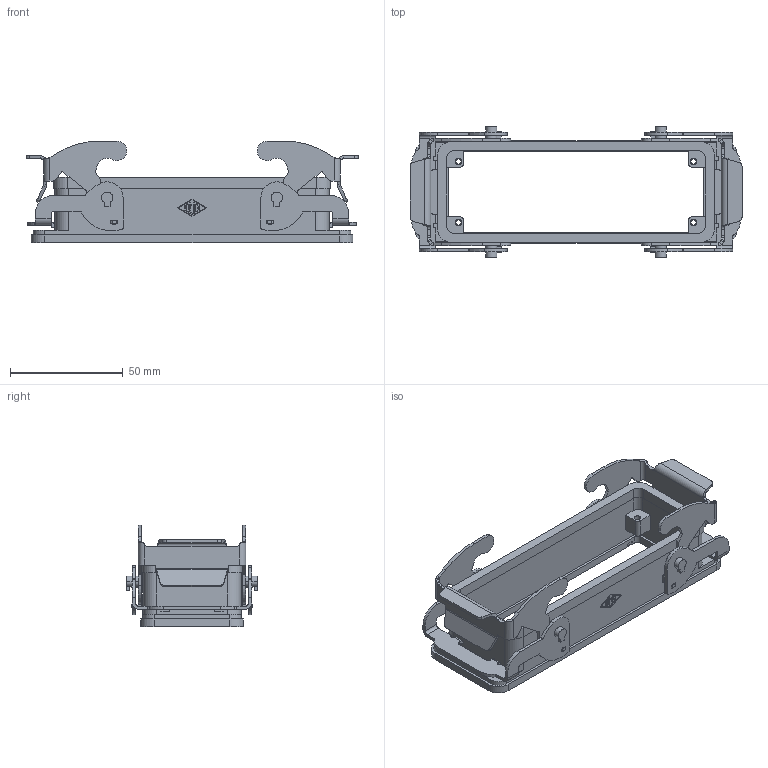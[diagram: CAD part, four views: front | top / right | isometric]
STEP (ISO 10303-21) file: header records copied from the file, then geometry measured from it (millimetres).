
FILE_DESCRIPTION(('Creo Elements/Direct Modeling STEP Export'),'2;1');
FILE_NAME('0ln7uvk45o75gl91284','2016-11-16T14:22:05',(''),(''),'PTC Creo Elements/Direct Modeling STEP processor for AP214 (Solid Model)','PTC Creo Elements/Direct Modeling 19.0E 27-Jun-2016 (C) Parametric Technology GmbH','');
FILE_SCHEMA(('AUTOMOTIVE_DESIGN { 1 0 10303 214 1 1 1 1 }'));
Length unit declared in the file: millimetre
Products named in the file (1): C7IE_24
Bounding box: 146.97 x 58 x 45 mm (x, y, z)
Volume: 47701.8 mm3; surface area: 41366.9 mm2
Topology: 1 solids, 1 shells, 597 faces, 1719 edges, 1138 vertices
Faces by surface type: plane 299, cylinder 270, bspline 28
Entity records: 30505 total; most frequent: CARTESIAN_POINT 9877, ORIENTED_EDGE 3438, DIRECTION 3207, EDGE_CURVE 1719, VERTEX_POINT 1138, VECTOR 1115, LINE 1115, AXIS2_PLACEMENT_3D 1046
